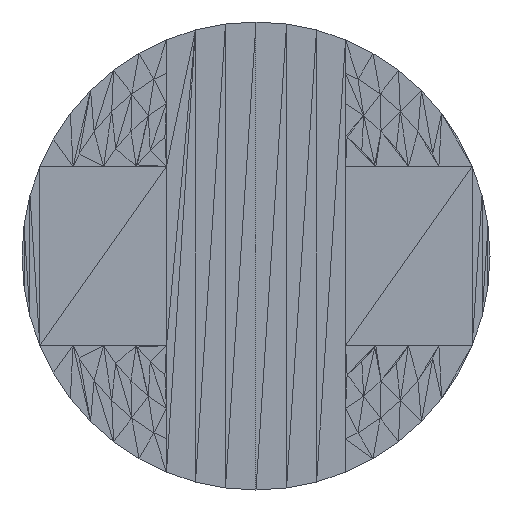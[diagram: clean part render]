
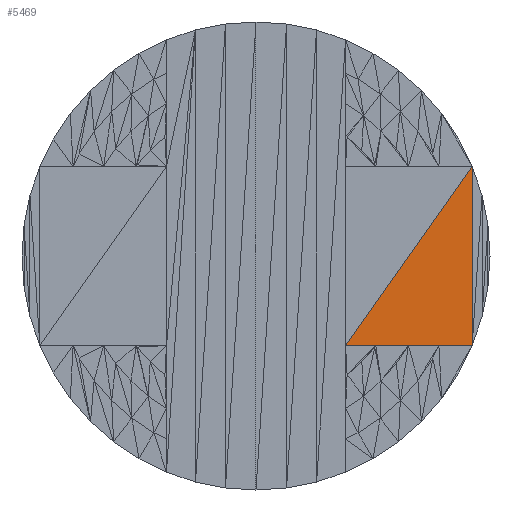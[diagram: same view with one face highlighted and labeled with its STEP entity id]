
A CAD part, front view. The second image highlights one B-rep face of the part: STEP entity #5469.
In plain terms, the highlighted planar face has unit normal (0, -1, 0).
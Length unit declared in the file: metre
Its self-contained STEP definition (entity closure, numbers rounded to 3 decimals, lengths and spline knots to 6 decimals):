
#686=ORIENTED_EDGE('',*,*,#1874,.T.);
#687=ORIENTED_EDGE('',*,*,#1877,.F.);
#688=ORIENTED_EDGE('',*,*,#1878,.F.);
#1874=EDGE_CURVE('',#2189,#2212,#2876,.T.);
#1877=EDGE_CURVE('',#2386,#2212,#2879,.T.);
#1878=EDGE_CURVE('',#2189,#2386,#2880,.T.);
#2189=VERTEX_POINT('',#7803);
#2212=VERTEX_POINT('',#7880);
#2386=VERTEX_POINT('',#8626);
#2876=LINE('',#8619,#3595);
#2879=LINE('',#8625,#3598);
#2880=LINE('',#8627,#3599);
#3595=VECTOR('',#7008,1.);
#3598=VECTOR('',#7015,1.);
#3599=VECTOR('',#7016,1.);
#4118=EDGE_LOOP('',(#686,#687,#688));
#4570=FACE_BOUND('',#4118,.T.);
#5022=PLANE('',#5931);
#5469=ADVANCED_FACE('',(#4570),#5022,.F.);
#5931=AXIS2_PLACEMENT_3D('',#8624,#7013,#7014);
#7008=DIRECTION('',(0.,0.,1.));
#7013=DIRECTION('',(0.,1.,0.));
#7014=DIRECTION('',(-1.,0.,0.));
#7015=DIRECTION('',(0.577,0.,0.816));
#7016=DIRECTION('',(-1.,0.,0.));
#7803=CARTESIAN_POINT('',(-0.147268,-0.0259,0.485233));
#7880=CARTESIAN_POINT('',(-0.147268,-0.0259,0.491816));
#8619=CARTESIAN_POINT('',(-0.147268,-0.0259,0.485233));
#8624=CARTESIAN_POINT('',(0.,-0.0259,0.));
#8625=CARTESIAN_POINT('',(-0.151922,-0.0259,0.485233));
#8626=CARTESIAN_POINT('',(-0.151922,-0.0259,0.485233));
#8627=CARTESIAN_POINT('',(-0.147268,-0.0259,0.485233));
